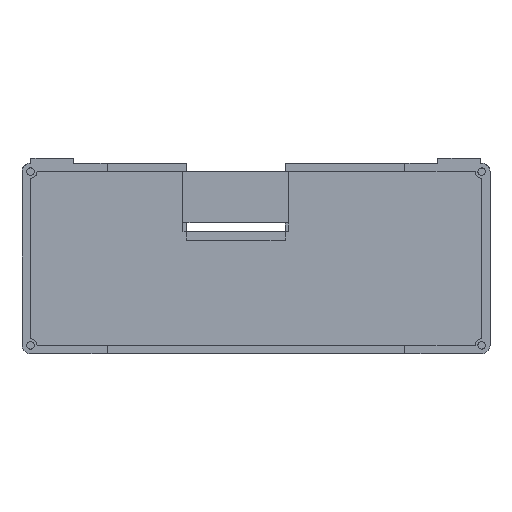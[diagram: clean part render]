
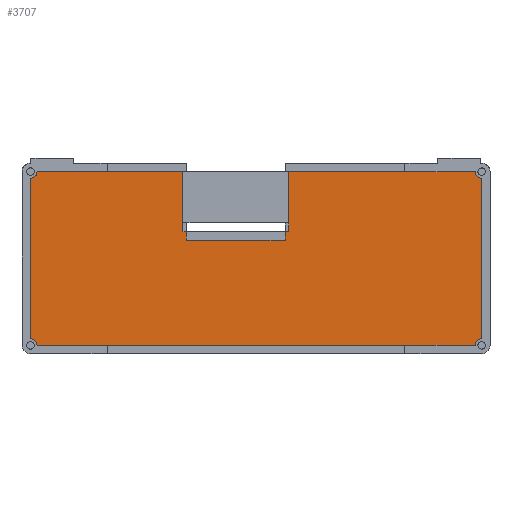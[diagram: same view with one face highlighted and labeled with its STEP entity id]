
A CAD part, top view. The second image highlights one B-rep face of the part: STEP entity #3707.
In plain terms, the highlighted planar face has unit normal (0, 0, 1).
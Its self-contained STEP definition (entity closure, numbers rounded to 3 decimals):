
#124=CIRCLE('',#3992,3.825);
#125=CIRCLE('',#3993,3.825);
#126=CIRCLE('',#3994,3.825);
#127=CIRCLE('',#3995,3.825);
#281=FACE_OUTER_BOUND('',#484,.T.);
#484=EDGE_LOOP('',(#2962,#2963,#2964,#2965,#2966,#2967,#2968,#2969,#2970,
#2971,#2972,#2973,#2974,#2975,#2976,#2977));
#584=LINE('',#5169,#1027);
#860=LINE('',#5854,#1303);
#863=LINE('',#5859,#1306);
#865=LINE('',#5863,#1308);
#868=LINE('',#5869,#1311);
#872=LINE('',#5877,#1315);
#873=LINE('',#5881,#1316);
#874=LINE('',#5885,#1317);
#875=LINE('',#5889,#1318);
#876=LINE('',#5892,#1319);
#877=LINE('',#5894,#1320);
#878=LINE('',#5895,#1321);
#1027=VECTOR('',#4120,10.);
#1303=VECTOR('',#4776,10.);
#1306=VECTOR('',#4781,10.);
#1308=VECTOR('',#4785,10.);
#1311=VECTOR('',#4790,10.);
#1315=VECTOR('',#4798,10.);
#1316=VECTOR('',#4801,10.);
#1317=VECTOR('',#4804,10.);
#1318=VECTOR('',#4807,10.);
#1319=VECTOR('',#4810,10.);
#1320=VECTOR('',#4811,10.);
#1321=VECTOR('',#4812,10.);
#1465=VERTEX_POINT('',#5166);
#1466=VERTEX_POINT('',#5168);
#1684=VERTEX_POINT('',#5852);
#1685=VERTEX_POINT('',#5853);
#1686=VERTEX_POINT('',#5858);
#1687=VERTEX_POINT('',#5862);
#1689=VERTEX_POINT('',#5868);
#1691=VERTEX_POINT('',#5876);
#1692=VERTEX_POINT('',#5878);
#1693=VERTEX_POINT('',#5880);
#1694=VERTEX_POINT('',#5882);
#1695=VERTEX_POINT('',#5884);
#1696=VERTEX_POINT('',#5886);
#1697=VERTEX_POINT('',#5888);
#1698=VERTEX_POINT('',#5891);
#1699=VERTEX_POINT('',#5893);
#1806=EDGE_CURVE('',#1466,#1465,#584,.T.);
#2151=EDGE_CURVE('',#1684,#1685,#860,.T.);
#2154=EDGE_CURVE('',#1685,#1686,#863,.T.);
#2156=EDGE_CURVE('',#1465,#1687,#865,.T.);
#2159=EDGE_CURVE('',#1687,#1689,#868,.T.);
#2163=EDGE_CURVE('',#1686,#1691,#872,.T.);
#2164=EDGE_CURVE('',#1691,#1692,#124,.T.);
#2165=EDGE_CURVE('',#1692,#1693,#873,.T.);
#2166=EDGE_CURVE('',#1693,#1694,#125,.T.);
#2167=EDGE_CURVE('',#1694,#1695,#874,.T.);
#2168=EDGE_CURVE('',#1695,#1696,#126,.T.);
#2169=EDGE_CURVE('',#1696,#1697,#875,.T.);
#2170=EDGE_CURVE('',#1697,#1466,#127,.T.);
#2171=EDGE_CURVE('',#1689,#1698,#876,.T.);
#2172=EDGE_CURVE('',#1698,#1699,#877,.T.);
#2173=EDGE_CURVE('',#1699,#1684,#878,.T.);
#2962=ORIENTED_EDGE('',*,*,#2154,.T.);
#2963=ORIENTED_EDGE('',*,*,#2163,.T.);
#2964=ORIENTED_EDGE('',*,*,#2164,.T.);
#2965=ORIENTED_EDGE('',*,*,#2165,.T.);
#2966=ORIENTED_EDGE('',*,*,#2166,.T.);
#2967=ORIENTED_EDGE('',*,*,#2167,.T.);
#2968=ORIENTED_EDGE('',*,*,#2168,.T.);
#2969=ORIENTED_EDGE('',*,*,#2169,.T.);
#2970=ORIENTED_EDGE('',*,*,#2170,.T.);
#2971=ORIENTED_EDGE('',*,*,#1806,.T.);
#2972=ORIENTED_EDGE('',*,*,#2156,.T.);
#2973=ORIENTED_EDGE('',*,*,#2159,.T.);
#2974=ORIENTED_EDGE('',*,*,#2171,.T.);
#2975=ORIENTED_EDGE('',*,*,#2172,.T.);
#2976=ORIENTED_EDGE('',*,*,#2173,.T.);
#2977=ORIENTED_EDGE('',*,*,#2151,.T.);
#3525=PLANE('',#3991);
#3707=ADVANCED_FACE('',(#281),#3525,.T.);
#3991=AXIS2_PLACEMENT_3D('',#5875,#4796,#4797);
#3992=AXIS2_PLACEMENT_3D('',#5879,#4799,#4800);
#3993=AXIS2_PLACEMENT_3D('',#5883,#4802,#4803);
#3994=AXIS2_PLACEMENT_3D('',#5887,#4805,#4806);
#3995=AXIS2_PLACEMENT_3D('',#5890,#4808,#4809);
#4120=DIRECTION('',(-1.,0.,0.));
#4776=DIRECTION('',(-1.,0.,0.));
#4781=DIRECTION('',(0.,1.,0.));
#4785=DIRECTION('',(0.,-1.,0.));
#4790=DIRECTION('',(-1.,0.,0.));
#4796=DIRECTION('center_axis',(0.,0.,1.));
#4797=DIRECTION('ref_axis',(1.,0.,0.));
#4798=DIRECTION('',(-1.,0.,0.));
#4799=DIRECTION('center_axis',(0.,0.,-1.));
#4800=DIRECTION('ref_axis',(1.,0.,0.));
#4801=DIRECTION('',(0.,-1.,0.));
#4802=DIRECTION('center_axis',(0.,0.,-1.));
#4803=DIRECTION('ref_axis',(1.,0.,0.));
#4804=DIRECTION('',(1.,0.,0.));
#4805=DIRECTION('center_axis',(0.,0.,-1.));
#4806=DIRECTION('ref_axis',(1.,0.,0.));
#4807=DIRECTION('',(0.,1.,0.));
#4808=DIRECTION('center_axis',(0.,0.,-1.));
#4809=DIRECTION('ref_axis',(1.,0.,0.));
#4810=DIRECTION('',(0.,-1.,0.));
#4811=DIRECTION('',(-1.,0.,0.));
#4812=DIRECTION('',(0.,1.,0.));
#5166=CARTESIAN_POINT('',(101.55,102.,-27.));
#5168=CARTESIAN_POINT('',(211.175,102.,-27.));
#5169=CARTESIAN_POINT('',(-50.,102.,-27.));
#5852=CARTESIAN_POINT('',(41.55,66.81,-27.));
#5853=CARTESIAN_POINT('',(39.55,66.81,-27.));
#5854=CARTESIAN_POINT('',(61.,66.81,-27.));
#5858=CARTESIAN_POINT('',(39.55,102.,-27.));
#5859=CARTESIAN_POINT('',(39.55,76.5,-27.));
#5862=CARTESIAN_POINT('',(101.55,66.81,-27.));
#5863=CARTESIAN_POINT('',(101.55,58.905,-27.));
#5868=CARTESIAN_POINT('',(99.55,66.81,-27.));
#5869=CARTESIAN_POINT('',(91.,66.81,-27.));
#5875=CARTESIAN_POINT('Origin',(82.45,51.,-27.));
#5876=CARTESIAN_POINT('',(-46.175,102.,-27.));
#5877=CARTESIAN_POINT('',(-50.,102.,-27.));
#5878=CARTESIAN_POINT('',(-50.,98.175,-27.));
#5879=CARTESIAN_POINT('Origin',(-50.,102.,-27.));
#5880=CARTESIAN_POINT('',(-50.,3.825,-27.));
#5881=CARTESIAN_POINT('',(-50.,0.,-27.));
#5882=CARTESIAN_POINT('',(-46.175,0.,-27.));
#5883=CARTESIAN_POINT('Origin',(-50.,0.,-27.));
#5884=CARTESIAN_POINT('',(211.175,0.,-27.));
#5885=CARTESIAN_POINT('',(214.9,0.,-27.));
#5886=CARTESIAN_POINT('',(214.9,3.824,-27.));
#5887=CARTESIAN_POINT('Origin',(215.,0.,-27.));
#5888=CARTESIAN_POINT('',(214.9,98.176,-27.));
#5889=CARTESIAN_POINT('',(214.9,102.,-27.));
#5890=CARTESIAN_POINT('Origin',(215.,102.,-27.));
#5891=CARTESIAN_POINT('',(99.55,61.81,-27.));
#5892=CARTESIAN_POINT('',(99.55,56.405,-27.));
#5893=CARTESIAN_POINT('',(41.55,61.81,-27.));
#5894=CARTESIAN_POINT('',(62.,61.81,-27.));
#5895=CARTESIAN_POINT('',(41.55,58.905,-27.));
